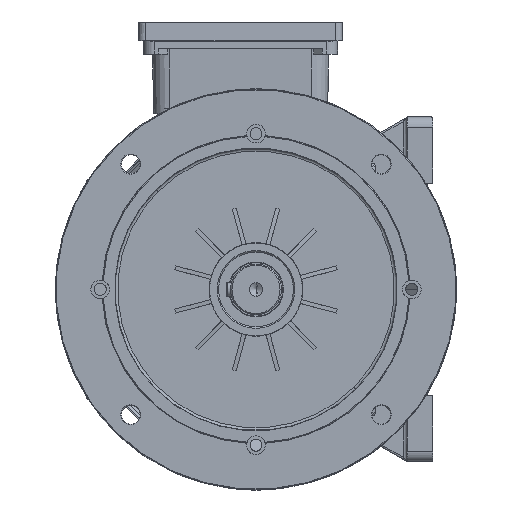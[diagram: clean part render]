
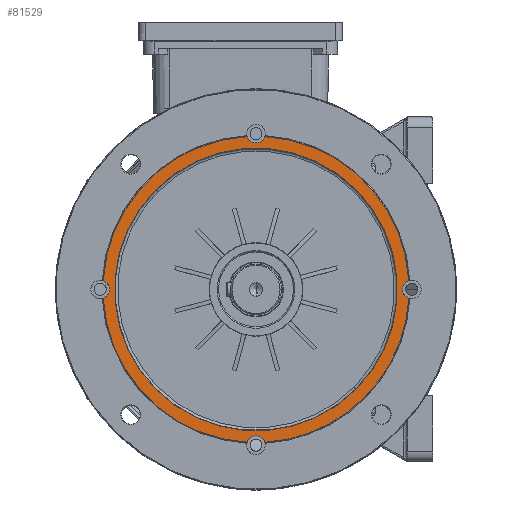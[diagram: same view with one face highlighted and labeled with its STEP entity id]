
A CAD part, left-side view. The second image highlights one B-rep face of the part: STEP entity #81529.
In plain terms, the highlighted face is planar.
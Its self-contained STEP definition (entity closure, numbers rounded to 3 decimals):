
#958 = CARTESIAN_POINT ( 'NONE',  ( 10., 82.378, 75.378 ) ) ;
#1740 = CIRCLE ( 'NONE', #46682, 114.5 ) ;
#2728 = EDGE_CURVE ( 'NONE', #17597, #98900, #171161, .T. ) ;
#2796 = DIRECTION ( 'NONE',  ( 0., 0., -1. ) ) ;
#7914 = ORIENTED_EDGE ( 'NONE', *, *, #162843, .F. ) ;
#10650 = DIRECTION ( 'NONE',  ( 0., 0., -1. ) ) ;
#11252 = CIRCLE ( 'NONE', #123689, 114.5 ) ;
#11940 = CIRCLE ( 'NONE', #56950, 7. ) ;
#17597 = VERTEX_POINT ( 'NONE', #39177 ) ;
#18723 = CIRCLE ( 'NONE', #150861, 114.5 ) ;
#19398 = EDGE_LOOP ( 'NONE', ( #60135, #124535, #132149, #40311, #118412, #86228, #169297, #55178, #76753, #7914, #140427, #73829, #72293 ) ) ;
#19875 = EDGE_CURVE ( 'NONE', #60216, #126320, #126784, .T. ) ;
#22569 = EDGE_CURVE ( 'NONE', #119605, #72974, #1740, .T. ) ;
#23408 = DIRECTION ( 'NONE',  ( 1., 0., 0. ) ) ;
#23864 = CARTESIAN_POINT ( 'NONE',  ( 10., 0., 0. ) ) ;
#24270 = CARTESIAN_POINT ( 'NONE',  ( 10., -82.378, 82.378 ) ) ;
#26724 = CIRCLE ( 'NONE', #116716, 7. ) ;
#26823 = CARTESIAN_POINT ( 'NONE',  ( 10., 115., 0. ) ) ;
#27165 = CARTESIAN_POINT ( 'NONE',  ( 10., -82.378, 82.378 ) ) ;
#27479 = CIRCLE ( 'NONE', #64087, 7. ) ;
#29331 = VERTEX_POINT ( 'NONE', #33434 ) ;
#29665 = DIRECTION ( 'NONE',  ( 0., 0., -1. ) ) ;
#33434 = CARTESIAN_POINT ( 'NONE',  ( 10., -85.528, -76.127 ) ) ;
#34496 = EDGE_CURVE ( 'NONE', #87368, #102913, #104466, .T. ) ;
#36242 = DIRECTION ( 'NONE',  ( 0., -1., 0. ) ) ;
#37182 = ORIENTED_EDGE ( 'NONE', *, *, #60312, .T. ) ;
#38152 = DIRECTION ( 'NONE',  ( 0., -1., 0. ) ) ;
#39177 = CARTESIAN_POINT ( 'NONE',  ( 10., -76.127, -85.528 ) ) ;
#39274 = VERTEX_POINT ( 'NONE', #163331 ) ;
#40066 = DIRECTION ( 'NONE',  ( 0., 0., -1. ) ) ;
#40311 = ORIENTED_EDGE ( 'NONE', *, *, #2728, .F. ) ;
#40761 = CARTESIAN_POINT ( 'NONE',  ( 10., -82.378, -82.378 ) ) ;
#44529 = CARTESIAN_POINT ( 'NONE',  ( 10., 0., 0. ) ) ;
#46682 = AXIS2_PLACEMENT_3D ( 'NONE', #168667, #154615, #112479 ) ;
#46930 = DIRECTION ( 'NONE',  ( 0., 0., -1. ) ) ;
#49535 = AXIS2_PLACEMENT_3D ( 'NONE', #96625, #150211, #29665 ) ;
#50683 = FACE_BOUND ( 'NONE', #159703, .T. ) ;
#54960 = CARTESIAN_POINT ( 'NONE',  ( 10., 76.127, -85.528 ) ) ;
#55178 = ORIENTED_EDGE ( 'NONE', *, *, #153393, .T. ) ;
#56950 = AXIS2_PLACEMENT_3D ( 'NONE', #27165, #92387, #117890 ) ;
#58247 = VERTEX_POINT ( 'NONE', #98456 ) ;
#60135 = ORIENTED_EDGE ( 'NONE', *, *, #19875, .F. ) ;
#60216 = VERTEX_POINT ( 'NONE', #91166 ) ;
#60312 = EDGE_CURVE ( 'NONE', #115595, #39274, #171097, .T. ) ;
#61817 = CARTESIAN_POINT ( 'NONE',  ( 10., 82.378, -75.378 ) ) ;
#62875 = CIRCLE ( 'NONE', #138713, 7. ) ;
#63911 = DIRECTION ( 'NONE',  ( 0., 1., 0. ) ) ;
#64087 = AXIS2_PLACEMENT_3D ( 'NONE', #111052, #72276, #2796 ) ;
#64394 = CARTESIAN_POINT ( 'NONE',  ( 10., 82.378, -82.378 ) ) ;
#65607 = PLANE ( 'NONE',  #72689 ) ;
#69020 = CARTESIAN_POINT ( 'NONE',  ( 10., 0., 0. ) ) ;
#72276 = DIRECTION ( 'NONE',  ( 1., 0., 0. ) ) ;
#72293 = ORIENTED_EDGE ( 'NONE', *, *, #152924, .F. ) ;
#72689 = AXIS2_PLACEMENT_3D ( 'NONE', #26823, #160583, #40066 ) ;
#72974 = VERTEX_POINT ( 'NONE', #168928 ) ;
#73365 = DIRECTION ( 'NONE',  ( 1., 0., 0. ) ) ;
#73829 = ORIENTED_EDGE ( 'NONE', *, *, #22569, .T. ) ;
#74275 = CIRCLE ( 'NONE', #79822, 7. ) ;
#76753 = ORIENTED_EDGE ( 'NONE', *, *, #34496, .F. ) ;
#76939 = DIRECTION ( 'NONE',  ( 1., 0., 0. ) ) ;
#79480 = CARTESIAN_POINT ( 'NONE',  ( 10., -82.378, 75.378 ) ) ;
#79822 = AXIS2_PLACEMENT_3D ( 'NONE', #170255, #101721, #128951 ) ;
#81529 = ADVANCED_FACE ( 'NONE', ( #172896, #50683 ), #65607, .T. ) ;
#81778 = CARTESIAN_POINT ( 'NONE',  ( 10., -82.378, -75.378 ) ) ;
#82009 = CIRCLE ( 'NONE', #115663, 114.5 ) ;
#86228 = ORIENTED_EDGE ( 'NONE', *, *, #172074, .F. ) ;
#87368 = VERTEX_POINT ( 'NONE', #958 ) ;
#88178 = EDGE_CURVE ( 'NONE', #17597, #124752, #11252, .T. ) ;
#91166 = CARTESIAN_POINT ( 'NONE',  ( 10., -85.528, 76.127 ) ) ;
#92387 = DIRECTION ( 'NONE',  ( 1., 0., 0. ) ) ;
#93621 = EDGE_CURVE ( 'NONE', #105860, #143748, #62875, .T. ) ;
#95495 = CARTESIAN_POINT ( 'NONE',  ( 10., 0., 0. ) ) ;
#96625 = CARTESIAN_POINT ( 'NONE',  ( 10., 0., 0. ) ) ;
#98257 = AXIS2_PLACEMENT_3D ( 'NONE', #40761, #149812, #160418 ) ;
#98456 = CARTESIAN_POINT ( 'NONE',  ( 10., 76.127, 85.528 ) ) ;
#98900 = VERTEX_POINT ( 'NONE', #81778 ) ;
#101721 = DIRECTION ( 'NONE',  ( 1., 0., 0. ) ) ;
#102913 = VERTEX_POINT ( 'NONE', #157760 ) ;
#103583 = EDGE_CURVE ( 'NONE', #39274, #115595, #131042, .T. ) ;
#104466 = CIRCLE ( 'NONE', #135347, 7. ) ;
#105860 = VERTEX_POINT ( 'NONE', #138726 ) ;
#111052 = CARTESIAN_POINT ( 'NONE',  ( 10., 82.378, 82.378 ) ) ;
#112479 = DIRECTION ( 'NONE',  ( 0., 0., -1. ) ) ;
#115595 = VERTEX_POINT ( 'NONE', #154157 ) ;
#115663 = AXIS2_PLACEMENT_3D ( 'NONE', #44529, #122873, #162444 ) ;
#116716 = AXIS2_PLACEMENT_3D ( 'NONE', #157814, #158675, #38152 ) ;
#117890 = DIRECTION ( 'NONE',  ( 0., 1., 0. ) ) ;
#118074 = DIRECTION ( 'NONE',  ( 1., 0., 0. ) ) ;
#118412 = ORIENTED_EDGE ( 'NONE', *, *, #88178, .T. ) ;
#119368 = EDGE_CURVE ( 'NONE', #60216, #29331, #18723, .T. ) ;
#119605 = VERTEX_POINT ( 'NONE', #144498 ) ;
#122873 = DIRECTION ( 'NONE',  ( 1., 0., 0. ) ) ;
#123689 = AXIS2_PLACEMENT_3D ( 'NONE', #23864, #173392, #10650 ) ;
#124463 = DIRECTION ( 'NONE',  ( 0., 0., -1. ) ) ;
#124535 = ORIENTED_EDGE ( 'NONE', *, *, #119368, .T. ) ;
#124752 = VERTEX_POINT ( 'NONE', #54960 ) ;
#126320 = VERTEX_POINT ( 'NONE', #79480 ) ;
#126784 = CIRCLE ( 'NONE', #135193, 7. ) ;
#127831 = EDGE_CURVE ( 'NONE', #98900, #29331, #74275, .T. ) ;
#128951 = DIRECTION ( 'NONE',  ( 0., 0., 1. ) ) ;
#130679 = CIRCLE ( 'NONE', #147501, 114.5 ) ;
#131042 = CIRCLE ( 'NONE', #49535, 105.75 ) ;
#132149 = ORIENTED_EDGE ( 'NONE', *, *, #127831, .F. ) ;
#132900 = EDGE_CURVE ( 'NONE', #58247, #119605, #130679, .T. ) ;
#135193 = AXIS2_PLACEMENT_3D ( 'NONE', #24270, #23408, #63911 ) ;
#135347 = AXIS2_PLACEMENT_3D ( 'NONE', #156078, #76939, #155218 ) ;
#136765 = DIRECTION ( 'NONE',  ( -1., 0., 0. ) ) ;
#138713 = AXIS2_PLACEMENT_3D ( 'NONE', #64394, #118074, #36242 ) ;
#138726 = CARTESIAN_POINT ( 'NONE',  ( 10., 85.528, -76.127 ) ) ;
#140210 = AXIS2_PLACEMENT_3D ( 'NONE', #95495, #136765, #124463 ) ;
#140427 = ORIENTED_EDGE ( 'NONE', *, *, #132900, .T. ) ;
#143748 = VERTEX_POINT ( 'NONE', #61817 ) ;
#144498 = CARTESIAN_POINT ( 'NONE',  ( 10., 0., 114.5 ) ) ;
#147501 = AXIS2_PLACEMENT_3D ( 'NONE', #170888, #73365, #46930 ) ;
#149812 = DIRECTION ( 'NONE',  ( 1., 0., 0. ) ) ;
#150211 = DIRECTION ( 'NONE',  ( -1., 0., 0. ) ) ;
#150861 = AXIS2_PLACEMENT_3D ( 'NONE', #69020, #163979, #159002 ) ;
#152924 = EDGE_CURVE ( 'NONE', #126320, #72974, #11940, .T. ) ;
#153393 = EDGE_CURVE ( 'NONE', #105860, #102913, #82009, .T. ) ;
#154157 = CARTESIAN_POINT ( 'NONE',  ( 10., 0., 105.75 ) ) ;
#154615 = DIRECTION ( 'NONE',  ( 1., 0., 0. ) ) ;
#155218 = DIRECTION ( 'NONE',  ( 0., 0., -1. ) ) ;
#155575 = ORIENTED_EDGE ( 'NONE', *, *, #103583, .T. ) ;
#156078 = CARTESIAN_POINT ( 'NONE',  ( 10., 82.378, 82.378 ) ) ;
#157760 = CARTESIAN_POINT ( 'NONE',  ( 10., 85.528, 76.127 ) ) ;
#157814 = CARTESIAN_POINT ( 'NONE',  ( 10., 82.378, -82.378 ) ) ;
#158675 = DIRECTION ( 'NONE',  ( 1., 0., 0. ) ) ;
#159002 = DIRECTION ( 'NONE',  ( 0., 0., -1. ) ) ;
#159703 = EDGE_LOOP ( 'NONE', ( #155575, #37182 ) ) ;
#160418 = DIRECTION ( 'NONE',  ( 0., 0., 1. ) ) ;
#160583 = DIRECTION ( 'NONE',  ( 1., 0., 0. ) ) ;
#162444 = DIRECTION ( 'NONE',  ( 0., 0., -1. ) ) ;
#162843 = EDGE_CURVE ( 'NONE', #58247, #87368, #27479, .T. ) ;
#163331 = CARTESIAN_POINT ( 'NONE',  ( 10., 0., -105.75 ) ) ;
#163979 = DIRECTION ( 'NONE',  ( 1., 0., 0. ) ) ;
#168667 = CARTESIAN_POINT ( 'NONE',  ( 10., 0., 0. ) ) ;
#168928 = CARTESIAN_POINT ( 'NONE',  ( 10., -76.127, 85.528 ) ) ;
#169297 = ORIENTED_EDGE ( 'NONE', *, *, #93621, .F. ) ;
#170255 = CARTESIAN_POINT ( 'NONE',  ( 10., -82.378, -82.378 ) ) ;
#170888 = CARTESIAN_POINT ( 'NONE',  ( 10., 0., 0. ) ) ;
#171097 = CIRCLE ( 'NONE', #140210, 105.75 ) ;
#171161 = CIRCLE ( 'NONE', #98257, 7. ) ;
#172074 = EDGE_CURVE ( 'NONE', #143748, #124752, #26724, .T. ) ;
#172896 = FACE_OUTER_BOUND ( 'NONE', #19398, .T. ) ;
#173392 = DIRECTION ( 'NONE',  ( 1., 0., 0. ) ) ;
